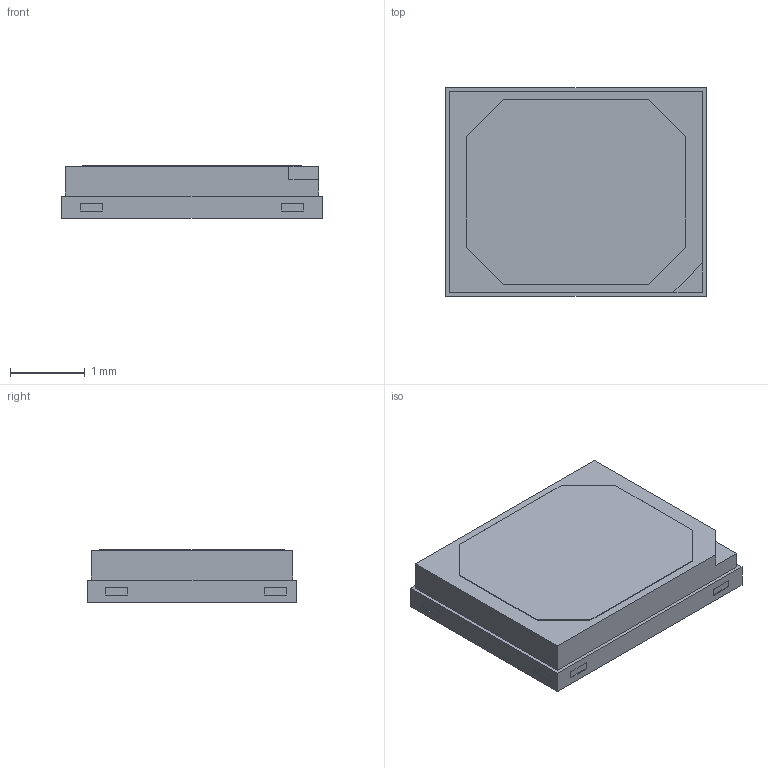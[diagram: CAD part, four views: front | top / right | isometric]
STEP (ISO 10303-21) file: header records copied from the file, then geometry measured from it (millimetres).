
FILE_DESCRIPTION(('HOOPS Exchange Step'),'2;1');
FILE_NAME('temp_export','2022-12-01T18:22:45+08:00',('mobile'),('Shapr3D Limited'),'HOOPS Exchange 2022.1','Shapr3D','Authorized');
FILE_SCHEMA( ('AUTOMOTIVE_DESIGN { 1 0 10303 214 1 1 1 1 }') );
Length unit declared in the file: millimetre
Products named in the file (1): root
Bounding box: 3.5 x 2.8 x 0.71 mm (x, y, z)
Volume: 6.7 mm3; surface area: 28.4 mm2
Topology: 1 solids, 1 shells, 62 faces, 150 edges, 100 vertices
Faces by surface type: plane 62
Entity records: 1814 total; most frequent: CARTESIAN_POINT 313, ORIENTED_EDGE 300, DIRECTION 276, VECTOR 150, LINE 150, EDGE_CURVE 150, VERTEX_POINT 100, EDGE_LOOP 72
